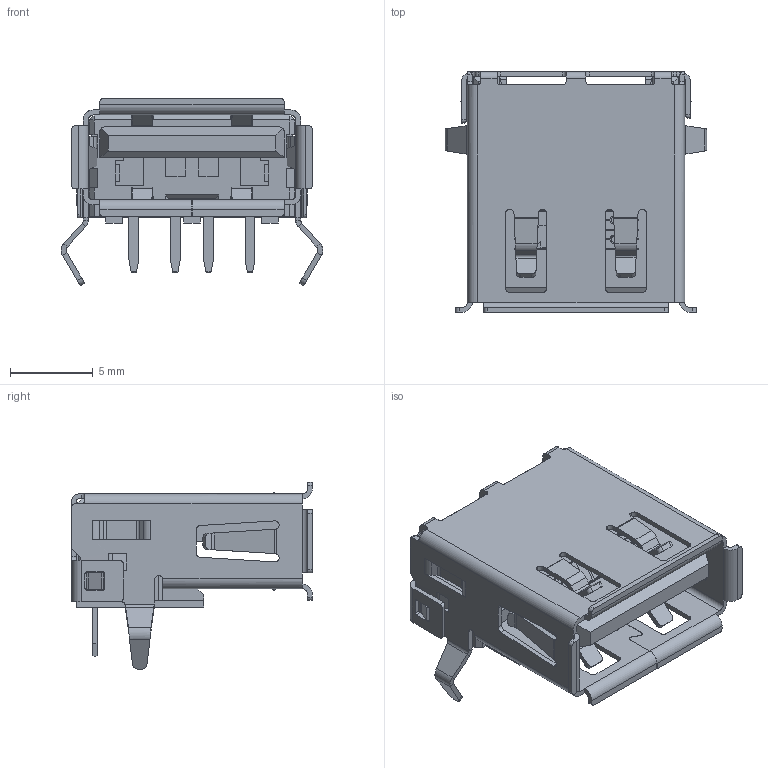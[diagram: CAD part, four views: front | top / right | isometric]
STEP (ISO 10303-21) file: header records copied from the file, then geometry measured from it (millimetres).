
FILE_DESCRIPTION(('FreeCAD Model'),'2;1');
FILE_NAME('Open CASCADE Shape Model','2023-07-14T23:22:00',( 'kicad StepUp'),('ksu MCAD'),'Open CASCADE STEP processor 7.6', 'FreeCAD','Unknown');
FILE_SCHEMA(('AUTOMOTIVE_DESIGN { 1 0 10303 214 1 1 1 1 }'));
Length unit declared in the file: millimetre
Products named in the file (1): USB_2.0_Wurth_8492121
Bounding box: 15.76 x 14.5 x 11.29 mm (x, y, z)
Volume: 323.9 mm3; surface area: 1994.1 mm2
Topology: 5 solids, 6 shells, 932 faces, 2622 edges, 1706 vertices
Faces by surface type: plane 683, cylinder 239, bspline 10
Full cylindrical faces by diameter (mm): 0.365 x1
Entity records: 36671 total; most frequent: CARTESIAN_POINT 5799, ORIENTED_EDGE 5240, DIRECTION 4815, EDGE_CURVE 2622, LINE 2047, VECTOR 2047, VERTEX_POINT 1706, AXIS2_PLACEMENT_3D 1384
